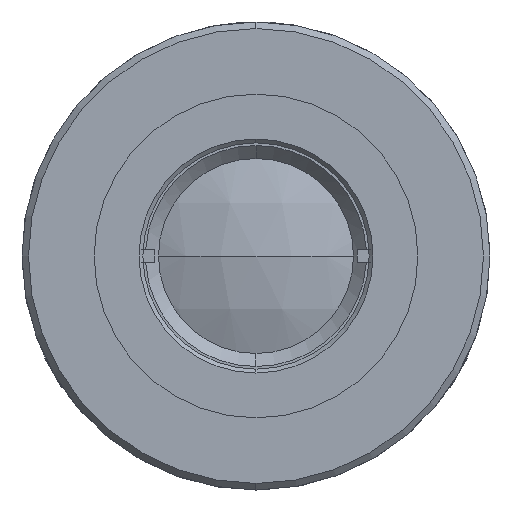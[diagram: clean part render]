
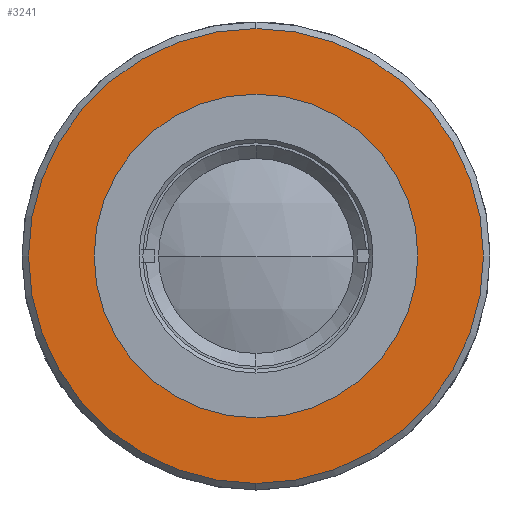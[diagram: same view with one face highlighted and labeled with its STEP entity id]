
A CAD part, left-side view. The second image highlights one B-rep face of the part: STEP entity #3241.
In plain terms, the highlighted planar face has unit normal (-1, 0, 0).
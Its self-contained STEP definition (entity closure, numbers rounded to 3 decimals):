
#173 = DIRECTION ( 'NONE',  ( 0., 0., -1. ) ) ;
#463 = FACE_BOUND ( 'NONE', #2791, .T. ) ;
#479 = AXIS2_PLACEMENT_3D ( 'NONE', #538, #3160, #173 ) ;
#506 = CARTESIAN_POINT ( 'NONE',  ( -5.003, 0., 12.45 ) ) ;
#538 = CARTESIAN_POINT ( 'NONE',  ( -5.003, 18., 0. ) ) ;
#562 = EDGE_CURVE ( 'NONE', #3429, #878, #2234, .T. ) ;
#654 = ORIENTED_EDGE ( 'NONE', *, *, #3976, .T. ) ;
#710 = DIRECTION ( 'NONE',  ( -1., 0., 0. ) ) ;
#851 = PLANE ( 'NONE',  #479 ) ;
#878 = VERTEX_POINT ( 'NONE', #1596 ) ;
#1231 = VERTEX_POINT ( 'NONE', #3154 ) ;
#1256 = AXIS2_PLACEMENT_3D ( 'NONE', #1722, #2841, #3540 ) ;
#1288 = VERTEX_POINT ( 'NONE', #3866 ) ;
#1298 = DIRECTION ( 'NONE',  ( 0., 0., -1. ) ) ;
#1403 = CARTESIAN_POINT ( 'NONE',  ( -5.003, 0., 0. ) ) ;
#1596 = CARTESIAN_POINT ( 'NONE',  ( -5.003, 0., -12.45 ) ) ;
#1722 = CARTESIAN_POINT ( 'NONE',  ( -5.003, 0., 0. ) ) ;
#1844 = ORIENTED_EDGE ( 'NONE', *, *, #562, .F. ) ;
#1860 = EDGE_LOOP ( 'NONE', ( #654, #4578 ) ) ;
#2140 = EDGE_CURVE ( 'NONE', #1288, #1231, #3118, .T. ) ;
#2205 = DIRECTION ( 'NONE',  ( 0., 0., 1. ) ) ;
#2234 = CIRCLE ( 'NONE', #2851, 12.45 ) ;
#2478 = AXIS2_PLACEMENT_3D ( 'NONE', #3453, #3915, #1298 ) ;
#2762 = FACE_OUTER_BOUND ( 'NONE', #1860, .T. ) ;
#2772 = CARTESIAN_POINT ( 'NONE',  ( -5.003, 0., 0. ) ) ;
#2791 = EDGE_LOOP ( 'NONE', ( #1844, #3448 ) ) ;
#2841 = DIRECTION ( 'NONE',  ( -1., 0., 0. ) ) ;
#2851 = AXIS2_PLACEMENT_3D ( 'NONE', #2772, #4630, #3628 ) ;
#2876 = EDGE_CURVE ( 'NONE', #878, #3429, #4784, .T. ) ;
#3118 = CIRCLE ( 'NONE', #2478, 17.5 ) ;
#3154 = CARTESIAN_POINT ( 'NONE',  ( -5.003, 0., -17.5 ) ) ;
#3160 = DIRECTION ( 'NONE',  ( 1., 0., 0. ) ) ;
#3241 = ADVANCED_FACE ( 'NONE', ( #2762, #463 ), #851, .F. ) ;
#3429 = VERTEX_POINT ( 'NONE', #506 ) ;
#3448 = ORIENTED_EDGE ( 'NONE', *, *, #2876, .F. ) ;
#3453 = CARTESIAN_POINT ( 'NONE',  ( -5.003, 0., 0. ) ) ;
#3540 = DIRECTION ( 'NONE',  ( 0., 0., -1. ) ) ;
#3628 = DIRECTION ( 'NONE',  ( 0., 0., 1. ) ) ;
#3866 = CARTESIAN_POINT ( 'NONE',  ( -5.003, 0., 17.5 ) ) ;
#3915 = DIRECTION ( 'NONE',  ( -1., 0., 0. ) ) ;
#3976 = EDGE_CURVE ( 'NONE', #1231, #1288, #4444, .T. ) ;
#4444 = CIRCLE ( 'NONE', #1256, 17.5 ) ;
#4578 = ORIENTED_EDGE ( 'NONE', *, *, #2140, .T. ) ;
#4611 = AXIS2_PLACEMENT_3D ( 'NONE', #1403, #710, #2205 ) ;
#4630 = DIRECTION ( 'NONE',  ( -1., 0., 0. ) ) ;
#4784 = CIRCLE ( 'NONE', #4611, 12.45 ) ;
